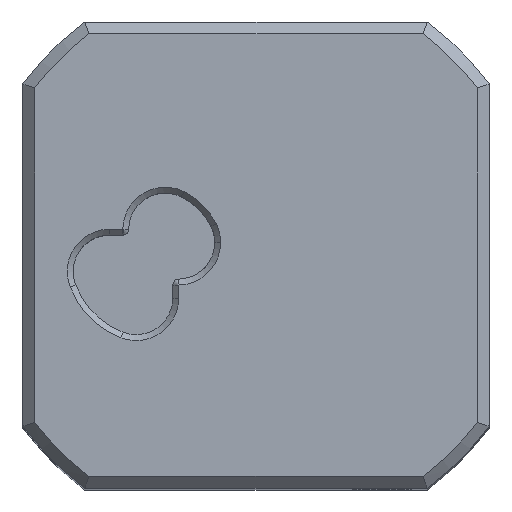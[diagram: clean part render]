
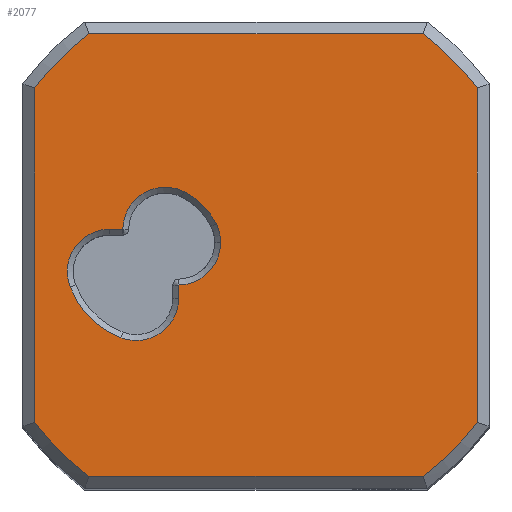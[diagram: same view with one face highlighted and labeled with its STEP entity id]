
A CAD part, top view. The second image highlights one B-rep face of the part: STEP entity #2077.
In plain terms, the highlighted planar face has unit normal (0, 0, 1).
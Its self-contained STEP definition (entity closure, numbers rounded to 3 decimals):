
#30 = ORIENTED_EDGE ( 'NONE', *, *, #1745, .T. ) ;
#58 = ORIENTED_EDGE ( 'NONE', *, *, #1652, .T. ) ;
#59 = DIRECTION ( 'NONE',  ( 1., 0., 0. ) ) ;
#80 = ORIENTED_EDGE ( 'NONE', *, *, #350, .T. ) ;
#92 = LINE ( 'NONE', #2026, #2940 ) ;
#110 = CIRCLE ( 'NONE', #2186, 3.6 ) ;
#161 = AXIS2_PLACEMENT_3D ( 'NONE', #2426, #3198, #3528 ) ;
#181 = LINE ( 'NONE', #1242, #1190 ) ;
#188 = CARTESIAN_POINT ( 'NONE',  ( -3.37, 2.657, 86.5 ) ) ;
#200 = VERTEX_POINT ( 'NONE', #2444 ) ;
#210 = CARTESIAN_POINT ( 'NONE',  ( -14.166, 18.75, 86.5 ) ) ;
#217 = ORIENTED_EDGE ( 'NONE', *, *, #325, .T. ) ;
#223 = VERTEX_POINT ( 'NONE', #2957 ) ;
#263 = DIRECTION ( 'NONE',  ( 0., 0., 1. ) ) ;
#264 = ORIENTED_EDGE ( 'NONE', *, *, #1293, .T. ) ;
#280 = CIRCLE ( 'NONE', #1714, 6. ) ;
#321 = CARTESIAN_POINT ( 'NONE',  ( -10.15, -3.64, 86.5 ) ) ;
#325 = EDGE_CURVE ( 'NONE', #725, #200, #533, .T. ) ;
#350 = EDGE_CURVE ( 'NONE', #2878, #3628, #2724, .T. ) ;
#354 = ORIENTED_EDGE ( 'NONE', *, *, #1456, .T. ) ;
#371 = VECTOR ( 'NONE', #59, 1000. ) ;
#374 = LINE ( 'NONE', #1231, #371 ) ;
#384 = LINE ( 'NONE', #3235, #995 ) ;
#430 = DIRECTION ( 'NONE',  ( -1., 0., 0. ) ) ;
#445 = EDGE_CURVE ( 'NONE', #2581, #223, #475, .T. ) ;
#463 = CARTESIAN_POINT ( 'NONE',  ( -12.39, 2.2, 86.5 ) ) ;
#475 = CIRCLE ( 'NONE', #3434, 3.6 ) ;
#501 = AXIS2_PLACEMENT_3D ( 'NONE', #1845, #1587, #3000 ) ;
#507 = CARTESIAN_POINT ( 'NONE',  ( -12.39, -1.4, 86.5 ) ) ;
#509 = DIRECTION ( 'NONE',  ( 0., 0., 1. ) ) ;
#533 = CIRCLE ( 'NONE', #886, 23.5 ) ;
#585 = ORIENTED_EDGE ( 'NONE', *, *, #2556, .T. ) ;
#595 = ORIENTED_EDGE ( 'NONE', *, *, #3429, .T. ) ;
#626 = DIRECTION ( 'NONE',  ( 0., -1., 0. ) ) ;
#637 = AXIS2_PLACEMENT_3D ( 'NONE', #924, #3203, #2942 ) ;
#651 = AXIS2_PLACEMENT_3D ( 'NONE', #2804, #509, #1057 ) ;
#720 = CARTESIAN_POINT ( 'NONE',  ( 18.75, -14.166, 86.5 ) ) ;
#725 = VERTEX_POINT ( 'NONE', #210 ) ;
#816 = VECTOR ( 'NONE', #1044, 1000. ) ;
#886 = AXIS2_PLACEMENT_3D ( 'NONE', #2261, #263, #1690 ) ;
#896 = ORIENTED_EDGE ( 'NONE', *, *, #3543, .T. ) ;
#903 = VERTEX_POINT ( 'NONE', #3134 ) ;
#924 = CARTESIAN_POINT ( 'NONE',  ( -6.598, 1.063, 86.5 ) ) ;
#949 = ORIENTED_EDGE ( 'NONE', *, *, #2176, .T. ) ;
#960 = CARTESIAN_POINT ( 'NONE',  ( -6.598, 1.063, 86.5 ) ) ;
#981 = DIRECTION ( 'NONE',  ( 0., 0., -1. ) ) ;
#995 = VECTOR ( 'NONE', #2369, 1000. ) ;
#1040 = CARTESIAN_POINT ( 'NONE',  ( -15.75, -2.692, 86.5 ) ) ;
#1044 = DIRECTION ( 'NONE',  ( -1., 0., 0. ) ) ;
#1055 = CIRCLE ( 'NONE', #2813, 3.6 ) ;
#1056 = CIRCLE ( 'NONE', #637, 3.6 ) ;
#1057 = DIRECTION ( 'NONE',  ( -1., 0., 0. ) ) ;
#1077 = DIRECTION ( 'NONE',  ( -1., 0., 0. ) ) ;
#1103 = ORIENTED_EDGE ( 'NONE', *, *, #2756, .T. ) ;
#1188 = VECTOR ( 'NONE', #2191, 1000. ) ;
#1190 = VECTOR ( 'NONE', #3570, 1000. ) ;
#1231 = CARTESIAN_POINT ( 'NONE',  ( 0., 2.2, 86.5 ) ) ;
#1241 = CARTESIAN_POINT ( 'NONE',  ( -6.55, -3.64, 86.5 ) ) ;
#1242 = CARTESIAN_POINT ( 'NONE',  ( -6.55, -3.64, 86.5 ) ) ;
#1280 = CARTESIAN_POINT ( 'NONE',  ( -18.75, -14.166, 86.5 ) ) ;
#1293 = EDGE_CURVE ( 'NONE', #3396, #1983, #374, .T. ) ;
#1295 = CARTESIAN_POINT ( 'NONE',  ( 0., 24.5, 86.5 ) ) ;
#1317 = DIRECTION ( 'NONE',  ( -1., 0., 0. ) ) ;
#1377 = DIRECTION ( 'NONE',  ( 0., 0., -1. ) ) ;
#1401 = EDGE_LOOP ( 'NONE', ( #3189, #949, #217, #30, #80, #3159, #354, #595 ) ) ;
#1456 = EDGE_CURVE ( 'NONE', #2170, #3287, #2650, .T. ) ;
#1463 = ORIENTED_EDGE ( 'NONE', *, *, #445, .T. ) ;
#1558 = CARTESIAN_POINT ( 'NONE',  ( 18.75, 14.166, 86.5 ) ) ;
#1587 = DIRECTION ( 'NONE',  ( 0., 0., 1. ) ) ;
#1647 = DIRECTION ( 'NONE',  ( -1., 0., 0. ) ) ;
#1648 = AXIS2_PLACEMENT_3D ( 'NONE', #3222, #2747, #430 ) ;
#1652 = EDGE_CURVE ( 'NONE', #2711, #903, #1056, .T. ) ;
#1690 = DIRECTION ( 'NONE',  ( -1., 0., 0. ) ) ;
#1714 = AXIS2_PLACEMENT_3D ( 'NONE', #3050, #1377, #1077 ) ;
#1745 = EDGE_CURVE ( 'NONE', #200, #2878, #92, .T. ) ;
#1768 = CARTESIAN_POINT ( 'NONE',  ( 14.166, -18.75, 86.5 ) ) ;
#1845 = CARTESIAN_POINT ( 'NONE',  ( 0., 0., 86.5 ) ) ;
#1937 = CARTESIAN_POINT ( 'NONE',  ( -11.287, 2.2, 86.5 ) ) ;
#1983 = VERTEX_POINT ( 'NONE', #1937 ) ;
#2001 = EDGE_LOOP ( 'NONE', ( #1103, #3232, #264, #2088, #3117, #585, #58, #896, #1463 ) ) ;
#2026 = CARTESIAN_POINT ( 'NONE',  ( -18.75, -14.498, 86.5 ) ) ;
#2077 = ADVANCED_FACE ( 'NONE', ( #2751, #2145 ), #2202, .F. ) ;
#2088 = ORIENTED_EDGE ( 'NONE', *, *, #2429, .T. ) ;
#2145 = FACE_OUTER_BOUND ( 'NONE', #1401, .T. ) ;
#2170 = VERTEX_POINT ( 'NONE', #1768 ) ;
#2176 = EDGE_CURVE ( 'NONE', #3487, #725, #2669, .T. ) ;
#2186 = AXIS2_PLACEMENT_3D ( 'NONE', #2535, #2807, #2211 ) ;
#2191 = DIRECTION ( 'NONE',  ( 0., 1., 0. ) ) ;
#2200 = AXIS2_PLACEMENT_3D ( 'NONE', #507, #2739, #1647 ) ;
#2202 = PLANE ( 'NONE',  #2770 ) ;
#2211 = DIRECTION ( 'NONE',  ( -1., 0., 0. ) ) ;
#2249 = CARTESIAN_POINT ( 'NONE',  ( 18.75, 24.5, 86.5 ) ) ;
#2261 = CARTESIAN_POINT ( 'NONE',  ( 0., 0., 86.5 ) ) ;
#2369 = DIRECTION ( 'NONE',  ( 1., 0., 0. ) ) ;
#2421 = EDGE_CURVE ( 'NONE', #2630, #2788, #280, .T. ) ;
#2426 = CARTESIAN_POINT ( 'NONE',  ( 0., 0., 86.5 ) ) ;
#2429 = EDGE_CURVE ( 'NONE', #1983, #2630, #110, .T. ) ;
#2444 = CARTESIAN_POINT ( 'NONE',  ( -18.75, 14.166, 86.5 ) ) ;
#2448 = CARTESIAN_POINT ( 'NONE',  ( -14.498, 18.75, 86.5 ) ) ;
#2529 = EDGE_CURVE ( 'NONE', #3628, #2170, #384, .T. ) ;
#2535 = CARTESIAN_POINT ( 'NONE',  ( -7.687, 2.152, 86.5 ) ) ;
#2556 = EDGE_CURVE ( 'NONE', #2788, #2711, #1055, .T. ) ;
#2578 = EDGE_CURVE ( 'NONE', #2895, #3487, #3585, .T. ) ;
#2581 = VERTEX_POINT ( 'NONE', #1241 ) ;
#2609 = DIRECTION ( 'NONE',  ( 0., 0., -1. ) ) ;
#2630 = VERTEX_POINT ( 'NONE', #3252 ) ;
#2650 = CIRCLE ( 'NONE', #501, 23.5 ) ;
#2669 = LINE ( 'NONE', #2448, #816 ) ;
#2711 = VERTEX_POINT ( 'NONE', #3243 ) ;
#2724 = CIRCLE ( 'NONE', #651, 23.5 ) ;
#2739 = DIRECTION ( 'NONE',  ( 0., 0., -1. ) ) ;
#2747 = DIRECTION ( 'NONE',  ( 0., 0., -1. ) ) ;
#2751 = FACE_BOUND ( 'NONE', #2001, .T. ) ;
#2756 = EDGE_CURVE ( 'NONE', #223, #3617, #3236, .T. ) ;
#2770 = AXIS2_PLACEMENT_3D ( 'NONE', #1295, #3325, #1317 ) ;
#2788 = VERTEX_POINT ( 'NONE', #188 ) ;
#2804 = CARTESIAN_POINT ( 'NONE',  ( 0., 0., 86.5 ) ) ;
#2807 = DIRECTION ( 'NONE',  ( 0., 0., -1. ) ) ;
#2813 = AXIS2_PLACEMENT_3D ( 'NONE', #960, #981, #2955 ) ;
#2878 = VERTEX_POINT ( 'NONE', #1280 ) ;
#2895 = VERTEX_POINT ( 'NONE', #1558 ) ;
#2940 = VECTOR ( 'NONE', #626, 1000. ) ;
#2942 = DIRECTION ( 'NONE',  ( -1., 0., 0. ) ) ;
#2955 = DIRECTION ( 'NONE',  ( -1., 0., 0. ) ) ;
#2957 = CARTESIAN_POINT ( 'NONE',  ( -11.442, -7., 86.5 ) ) ;
#2972 = CARTESIAN_POINT ( 'NONE',  ( 14.166, 18.75, 86.5 ) ) ;
#3000 = DIRECTION ( 'NONE',  ( -1., 0., 0. ) ) ;
#3027 = EDGE_CURVE ( 'NONE', #3617, #3396, #3372, .T. ) ;
#3050 = CARTESIAN_POINT ( 'NONE',  ( -8.75, 0., 86.5 ) ) ;
#3117 = ORIENTED_EDGE ( 'NONE', *, *, #2421, .T. ) ;
#3134 = CARTESIAN_POINT ( 'NONE',  ( -6.55, -2.537, 86.5 ) ) ;
#3159 = ORIENTED_EDGE ( 'NONE', *, *, #2529, .T. ) ;
#3189 = ORIENTED_EDGE ( 'NONE', *, *, #2578, .T. ) ;
#3198 = DIRECTION ( 'NONE',  ( 0., 0., 1. ) ) ;
#3203 = DIRECTION ( 'NONE',  ( 0., 0., -1. ) ) ;
#3222 = CARTESIAN_POINT ( 'NONE',  ( -8.75, 0., 86.5 ) ) ;
#3232 = ORIENTED_EDGE ( 'NONE', *, *, #3027, .T. ) ;
#3235 = CARTESIAN_POINT ( 'NONE',  ( 0., -18.75, 86.5 ) ) ;
#3236 = CIRCLE ( 'NONE', #1648, 7.5 ) ;
#3243 = CARTESIAN_POINT ( 'NONE',  ( -2.998, 1.063, 86.5 ) ) ;
#3252 = CARTESIAN_POINT ( 'NONE',  ( -6.093, 5.38, 86.5 ) ) ;
#3287 = VERTEX_POINT ( 'NONE', #720 ) ;
#3293 = CARTESIAN_POINT ( 'NONE',  ( -14.166, -18.75, 86.5 ) ) ;
#3325 = DIRECTION ( 'NONE',  ( 0., 0., -1. ) ) ;
#3372 = CIRCLE ( 'NONE', #2200, 3.6 ) ;
#3396 = VERTEX_POINT ( 'NONE', #463 ) ;
#3398 = DIRECTION ( 'NONE',  ( -1., 0., 0. ) ) ;
#3429 = EDGE_CURVE ( 'NONE', #3287, #2895, #3627, .T. ) ;
#3434 = AXIS2_PLACEMENT_3D ( 'NONE', #321, #2609, #3398 ) ;
#3487 = VERTEX_POINT ( 'NONE', #2972 ) ;
#3528 = DIRECTION ( 'NONE',  ( -1., 0., 0. ) ) ;
#3543 = EDGE_CURVE ( 'NONE', #903, #2581, #181, .T. ) ;
#3570 = DIRECTION ( 'NONE',  ( 0., -1., 0. ) ) ;
#3585 = CIRCLE ( 'NONE', #161, 23.5 ) ;
#3617 = VERTEX_POINT ( 'NONE', #1040 ) ;
#3627 = LINE ( 'NONE', #2249, #1188 ) ;
#3628 = VERTEX_POINT ( 'NONE', #3293 ) ;
